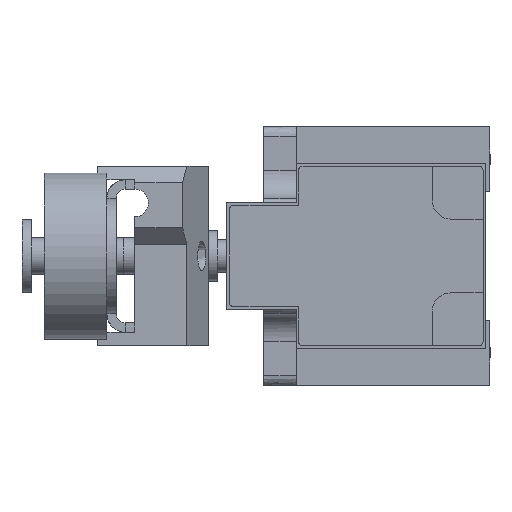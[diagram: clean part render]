
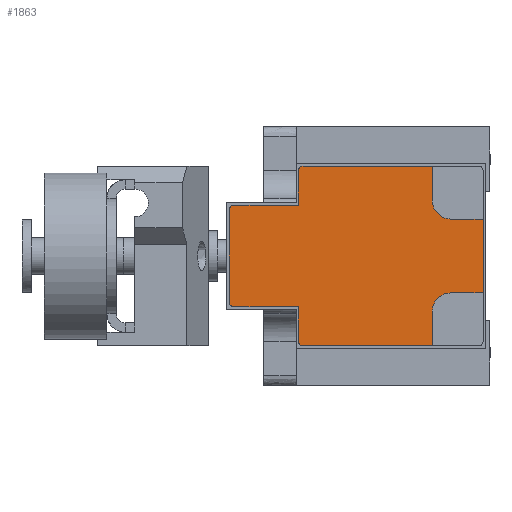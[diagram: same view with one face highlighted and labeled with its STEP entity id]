
A CAD part, left-side view. The second image highlights one B-rep face of the part: STEP entity #1863.
In plain terms, the highlighted free-form (B-spline) face has degree [1, 1] with [2, 2] control points.
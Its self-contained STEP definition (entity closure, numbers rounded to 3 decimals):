
#1618 = VERTEX_POINT('',#1619);
#1619 = CARTESIAN_POINT('',(-118.726,9.005,
    -14.048));
#1624 = EDGE_CURVE('',#1625,#1618,#1627,.T.);
#1625 = VERTEX_POINT('',#1626);
#1626 = CARTESIAN_POINT('',(-118.726,29.177,
    -14.048));
#1627 = B_SPLINE_CURVE_WITH_KNOTS('',1,(#1628,#1629),.UNSPECIFIED.,.F.,
  .F.,(2,2),(0.5,14.5),.PIECEWISE_BEZIER_KNOTS.);
#1628 = CARTESIAN_POINT('',(-118.726,29.177,
    -14.048));
#1629 = CARTESIAN_POINT('',(-118.726,9.005,
    -14.048));
#1780 = VERTEX_POINT('',#1781);
#1781 = CARTESIAN_POINT('',(-118.726,29.177,
    14.048));
#1786 = EDGE_CURVE('',#1787,#1780,#1789,.T.);
#1787 = VERTEX_POINT('',#1788);
#1788 = CARTESIAN_POINT('',(-118.726,9.005,
    14.048));
#1789 = B_SPLINE_CURVE_WITH_KNOTS('',1,(#1790,#1791),.UNSPECIFIED.,.F.,
  .F.,(2,2),(5.5,19.5),.PIECEWISE_BEZIER_KNOTS.);
#1790 = CARTESIAN_POINT('',(-118.726,9.005,
    14.048));
#1791 = CARTESIAN_POINT('',(-118.726,29.177,
    14.048));
#1807 = EDGE_CURVE('',#1625,#1808,#1810,.T.);
#1808 = VERTEX_POINT('',#1809);
#1809 = CARTESIAN_POINT('',(-118.726,29.898,
    -13.328));
#1810 = ( BOUNDED_CURVE() B_SPLINE_CURVE(2,(#1811,#1812,#1813),
.UNSPECIFIED.,.F.,.F.) B_SPLINE_CURVE_WITH_KNOTS((3,3),(5.498,
7.069),.PIECEWISE_BEZIER_KNOTS.) CURVE() 
GEOMETRIC_REPRESENTATION_ITEM() RATIONAL_B_SPLINE_CURVE((1.,
0.707,1.)) REPRESENTATION_ITEM('') );
#1811 = CARTESIAN_POINT('',(-118.726,29.177,
    -14.048));
#1812 = CARTESIAN_POINT('',(-118.726,29.898,
    -14.048));
#1813 = CARTESIAN_POINT('',(-118.726,29.898,
    -13.328));
#1840 = EDGE_CURVE('',#1841,#1808,#1843,.T.);
#1841 = VERTEX_POINT('',#1842);
#1842 = CARTESIAN_POINT('',(-118.726,29.898,
    -7.925));
#1843 = B_SPLINE_CURVE_WITH_KNOTS('',1,(#1844,#1845),.UNSPECIFIED.,.F.,
  .F.,(2,2),(0.,3.75),.PIECEWISE_BEZIER_KNOTS.);
#1844 = CARTESIAN_POINT('',(-118.726,29.898,
    -7.925));
#1845 = CARTESIAN_POINT('',(-118.726,29.898,
    -13.328));
#1863 = ADVANCED_FACE('',(#1864),#1969,.T.);
#1864 = FACE_BOUND('',#1865,.T.);
#1865 = EDGE_LOOP('',(#1866,#1867,#1868,#1875,#1883,#1890,#1897,#1904,
    #1912,#1917,#1918,#1926,#1933,#1940,#1948,#1955,#1963,#1968));
#1866 = ORIENTED_EDGE('',*,*,#1807,.F.);
#1867 = ORIENTED_EDGE('',*,*,#1624,.T.);
#1868 = ORIENTED_EDGE('',*,*,#1869,.T.);
#1869 = EDGE_CURVE('',#1618,#1870,#1872,.T.);
#1870 = VERTEX_POINT('',#1871);
#1871 = CARTESIAN_POINT('',(-118.726,9.005,
    -8.645));
#1872 = B_SPLINE_CURVE_WITH_KNOTS('',1,(#1873,#1874),.UNSPECIFIED.,.F.,
  .F.,(2,2),(-4.875,-1.125),.PIECEWISE_BEZIER_KNOTS.);
#1873 = CARTESIAN_POINT('',(-118.726,9.005,
    -14.048));
#1874 = CARTESIAN_POINT('',(-118.726,9.005,
    -8.645));
#1875 = ORIENTED_EDGE('',*,*,#1876,.F.);
#1876 = EDGE_CURVE('',#1877,#1870,#1879,.T.);
#1877 = VERTEX_POINT('',#1878);
#1878 = CARTESIAN_POINT('',(-118.726,6.124,
    -5.763));
#1879 = ( BOUNDED_CURVE() B_SPLINE_CURVE(2,(#1880,#1881,#1882),
.UNSPECIFIED.,.F.,.F.) B_SPLINE_CURVE_WITH_KNOTS((3,3),(5.498,
7.069),.PIECEWISE_BEZIER_KNOTS.) CURVE() 
GEOMETRIC_REPRESENTATION_ITEM() RATIONAL_B_SPLINE_CURVE((1.,
0.707,1.)) REPRESENTATION_ITEM('') );
#1880 = CARTESIAN_POINT('',(-118.726,6.124,
    -5.763));
#1881 = CARTESIAN_POINT('',(-118.726,9.005,
    -5.763));
#1882 = CARTESIAN_POINT('',(-118.726,9.005,
    -8.645));
#1883 = ORIENTED_EDGE('',*,*,#1884,.T.);
#1884 = EDGE_CURVE('',#1877,#1885,#1887,.T.);
#1885 = VERTEX_POINT('',#1886);
#1886 = CARTESIAN_POINT('',(-118.726,1.081,
    -5.763));
#1887 = B_SPLINE_CURVE_WITH_KNOTS('',1,(#1888,#1889),.UNSPECIFIED.,.F.,
  .F.,(2,2),(6.125,9.625),.PIECEWISE_BEZIER_KNOTS.);
#1888 = CARTESIAN_POINT('',(-118.726,6.124,
    -5.763));
#1889 = CARTESIAN_POINT('',(-118.726,1.081,
    -5.763));
#1890 = ORIENTED_EDGE('',*,*,#1891,.T.);
#1891 = EDGE_CURVE('',#1885,#1892,#1894,.T.);
#1892 = VERTEX_POINT('',#1893);
#1893 = CARTESIAN_POINT('',(-118.726,1.081,
    5.763));
#1894 = B_SPLINE_CURVE_WITH_KNOTS('',1,(#1895,#1896),.UNSPECIFIED.,.F.,
  .F.,(2,2),(5.75,13.75),.PIECEWISE_BEZIER_KNOTS.);
#1895 = CARTESIAN_POINT('',(-118.726,1.081,
    -5.763));
#1896 = CARTESIAN_POINT('',(-118.726,1.081,
    5.763));
#1897 = ORIENTED_EDGE('',*,*,#1898,.T.);
#1898 = EDGE_CURVE('',#1892,#1899,#1901,.T.);
#1899 = VERTEX_POINT('',#1900);
#1900 = CARTESIAN_POINT('',(-118.726,6.124,
    5.763));
#1901 = B_SPLINE_CURVE_WITH_KNOTS('',1,(#1902,#1903),.UNSPECIFIED.,.F.,
  .F.,(2,2),(-6.875,-3.375),.PIECEWISE_BEZIER_KNOTS.);
#1902 = CARTESIAN_POINT('',(-118.726,1.081,
    5.763));
#1903 = CARTESIAN_POINT('',(-118.726,6.124,
    5.763));
#1904 = ORIENTED_EDGE('',*,*,#1905,.F.);
#1905 = EDGE_CURVE('',#1906,#1899,#1908,.T.);
#1906 = VERTEX_POINT('',#1907);
#1907 = CARTESIAN_POINT('',(-118.726,9.005,
    8.645));
#1908 = ( BOUNDED_CURVE() B_SPLINE_CURVE(2,(#1909,#1910,#1911),
.UNSPECIFIED.,.F.,.F.) B_SPLINE_CURVE_WITH_KNOTS((3,3),(5.498,
7.069),.PIECEWISE_BEZIER_KNOTS.) CURVE() 
GEOMETRIC_REPRESENTATION_ITEM() RATIONAL_B_SPLINE_CURVE((1.,
0.707,1.)) REPRESENTATION_ITEM('') );
#1909 = CARTESIAN_POINT('',(-118.726,9.005,
    8.645));
#1910 = CARTESIAN_POINT('',(-118.726,9.005,
    5.763));
#1911 = CARTESIAN_POINT('',(-118.726,6.124,
    5.763));
#1912 = ORIENTED_EDGE('',*,*,#1913,.T.);
#1913 = EDGE_CURVE('',#1906,#1787,#1914,.T.);
#1914 = B_SPLINE_CURVE_WITH_KNOTS('',1,(#1915,#1916),.UNSPECIFIED.,.F.,
  .F.,(2,2),(4.,7.75),.PIECEWISE_BEZIER_KNOTS.);
#1915 = CARTESIAN_POINT('',(-118.726,9.005,
    8.645));
#1916 = CARTESIAN_POINT('',(-118.726,9.005,
    14.048));
#1917 = ORIENTED_EDGE('',*,*,#1786,.T.);
#1918 = ORIENTED_EDGE('',*,*,#1919,.F.);
#1919 = EDGE_CURVE('',#1920,#1780,#1922,.T.);
#1920 = VERTEX_POINT('',#1921);
#1921 = CARTESIAN_POINT('',(-118.726,29.898,
    13.328));
#1922 = ( BOUNDED_CURVE() B_SPLINE_CURVE(2,(#1923,#1924,#1925),
.UNSPECIFIED.,.F.,.F.) B_SPLINE_CURVE_WITH_KNOTS((3,3),(5.498,
7.069),.PIECEWISE_BEZIER_KNOTS.) CURVE() 
GEOMETRIC_REPRESENTATION_ITEM() RATIONAL_B_SPLINE_CURVE((1.,
0.707,1.)) REPRESENTATION_ITEM('') );
#1923 = CARTESIAN_POINT('',(-118.726,29.898,
    13.328));
#1924 = CARTESIAN_POINT('',(-118.726,29.898,
    14.048));
#1925 = CARTESIAN_POINT('',(-118.726,29.177,
    14.048));
#1926 = ORIENTED_EDGE('',*,*,#1927,.T.);
#1927 = EDGE_CURVE('',#1920,#1928,#1930,.T.);
#1928 = VERTEX_POINT('',#1929);
#1929 = CARTESIAN_POINT('',(-118.726,29.898,
    7.925));
#1930 = B_SPLINE_CURVE_WITH_KNOTS('',1,(#1931,#1932),.UNSPECIFIED.,.F.,
  .F.,(2,2),(0.5,4.25),.PIECEWISE_BEZIER_KNOTS.);
#1931 = CARTESIAN_POINT('',(-118.726,29.898,
    13.328));
#1932 = CARTESIAN_POINT('',(-118.726,29.898,
    7.925));
#1933 = ORIENTED_EDGE('',*,*,#1934,.T.);
#1934 = EDGE_CURVE('',#1928,#1935,#1937,.T.);
#1935 = VERTEX_POINT('',#1936);
#1936 = CARTESIAN_POINT('',(-118.726,39.983,
    7.925));
#1937 = B_SPLINE_CURVE_WITH_KNOTS('',1,(#1938,#1939),.UNSPECIFIED.,.F.,
  .F.,(2,2),(0.,7.),.PIECEWISE_BEZIER_KNOTS.);
#1938 = CARTESIAN_POINT('',(-118.726,29.898,
    7.925));
#1939 = CARTESIAN_POINT('',(-118.726,39.983,
    7.925));
#1940 = ORIENTED_EDGE('',*,*,#1941,.F.);
#1941 = EDGE_CURVE('',#1942,#1935,#1944,.T.);
#1942 = VERTEX_POINT('',#1943);
#1943 = CARTESIAN_POINT('',(-118.726,40.704,
    7.204));
#1944 = ( BOUNDED_CURVE() B_SPLINE_CURVE(2,(#1945,#1946,#1947),
.UNSPECIFIED.,.F.,.F.) B_SPLINE_CURVE_WITH_KNOTS((3,3),(5.498,
7.069),.PIECEWISE_BEZIER_KNOTS.) CURVE() 
GEOMETRIC_REPRESENTATION_ITEM() RATIONAL_B_SPLINE_CURVE((1.,
0.707,1.)) REPRESENTATION_ITEM('') );
#1945 = CARTESIAN_POINT('',(-118.726,40.704,
    7.204));
#1946 = CARTESIAN_POINT('',(-118.726,40.704,
    7.925));
#1947 = CARTESIAN_POINT('',(-118.726,39.983,
    7.925));
#1948 = ORIENTED_EDGE('',*,*,#1949,.T.);
#1949 = EDGE_CURVE('',#1942,#1950,#1952,.T.);
#1950 = VERTEX_POINT('',#1951);
#1951 = CARTESIAN_POINT('',(-118.726,40.704,
    -7.204));
#1952 = B_SPLINE_CURVE_WITH_KNOTS('',1,(#1953,#1954),.UNSPECIFIED.,.F.,
  .F.,(2,2),(0.5,10.5),.PIECEWISE_BEZIER_KNOTS.);
#1953 = CARTESIAN_POINT('',(-118.726,40.704,
    7.204));
#1954 = CARTESIAN_POINT('',(-118.726,40.704,
    -7.204));
#1955 = ORIENTED_EDGE('',*,*,#1956,.F.);
#1956 = EDGE_CURVE('',#1957,#1950,#1959,.T.);
#1957 = VERTEX_POINT('',#1958);
#1958 = CARTESIAN_POINT('',(-118.726,39.983,
    -7.925));
#1959 = ( BOUNDED_CURVE() B_SPLINE_CURVE(2,(#1960,#1961,#1962),
.UNSPECIFIED.,.F.,.F.) B_SPLINE_CURVE_WITH_KNOTS((3,3),(5.498,
7.069),.PIECEWISE_BEZIER_KNOTS.) CURVE() 
GEOMETRIC_REPRESENTATION_ITEM() RATIONAL_B_SPLINE_CURVE((1.,
0.707,1.)) REPRESENTATION_ITEM('') );
#1960 = CARTESIAN_POINT('',(-118.726,39.983,
    -7.925));
#1961 = CARTESIAN_POINT('',(-118.726,40.704,
    -7.925));
#1962 = CARTESIAN_POINT('',(-118.726,40.704,
    -7.204));
#1963 = ORIENTED_EDGE('',*,*,#1964,.T.);
#1964 = EDGE_CURVE('',#1957,#1841,#1965,.T.);
#1965 = B_SPLINE_CURVE_WITH_KNOTS('',1,(#1966,#1967),.UNSPECIFIED.,.F.,
  .F.,(2,2),(0.5,7.5),.PIECEWISE_BEZIER_KNOTS.);
#1966 = CARTESIAN_POINT('',(-118.726,39.983,
    -7.925));
#1967 = CARTESIAN_POINT('',(-118.726,29.898,
    -7.925));
#1968 = ORIENTED_EDGE('',*,*,#1840,.T.);
#1969 = B_SPLINE_SURFACE_WITH_KNOTS('',1,1,(
    (#1970,#1971)
    ,(#1972,#1973
    )),.UNSPECIFIED.,.F.,.F.,.F.,(2,2),(2,2),(-9.75,9.75),(-13.75,13.75)
  ,.PIECEWISE_BEZIER_KNOTS.);
#1970 = CARTESIAN_POINT('',(-118.726,1.081,
    -14.048));
#1971 = CARTESIAN_POINT('',(-118.726,40.704,
    -14.048));
#1972 = CARTESIAN_POINT('',(-118.726,1.081,
    14.048));
#1973 = CARTESIAN_POINT('',(-118.726,40.704,
    14.048));
